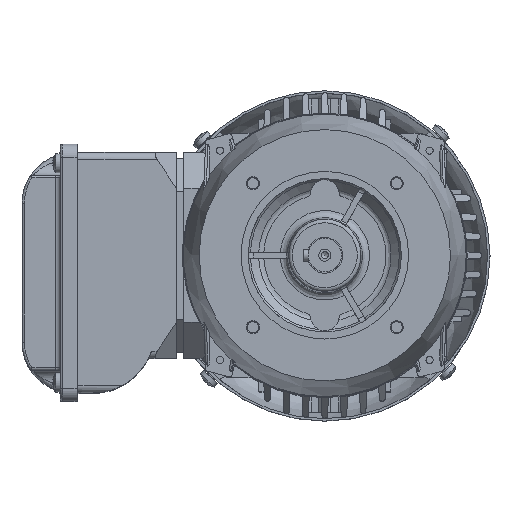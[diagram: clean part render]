
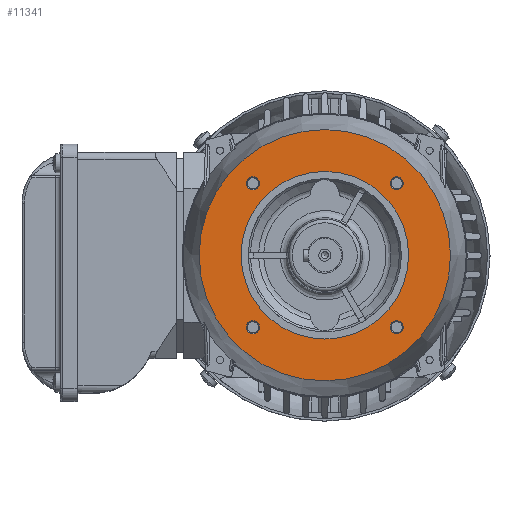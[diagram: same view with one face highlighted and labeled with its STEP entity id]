
A CAD part, top view. The second image highlights one B-rep face of the part: STEP entity #11341.
In plain terms, the highlighted planar face has unit normal (0, 0, 1).
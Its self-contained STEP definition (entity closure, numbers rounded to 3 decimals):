
#5520=FACE_BOUND('',#17952,.T.);
#5521=FACE_BOUND('',#17953,.T.);
#5522=FACE_BOUND('',#17954,.T.);
#5523=FACE_BOUND('',#17955,.T.);
#5524=FACE_BOUND('',#17956,.T.);
#5525=FACE_BOUND('',#17957,.T.);
#6926=CIRCLE('',#54013,35.);
#6929=CIRCLE('',#54019,2.723);
#6932=CIRCLE('',#54025,2.723);
#6935=CIRCLE('',#54031,2.723);
#6938=CIRCLE('',#54037,2.723);
#6939=CIRCLE('',#54039,52.493);
#11341=ADVANCED_FACE('',(#5520,#5521,#5522,#5523,#5524,#5525),#12838,.F.);
#12838=PLANE('',#54040);
#17952=EDGE_LOOP('',(#30331));
#17953=EDGE_LOOP('',(#30332));
#17954=EDGE_LOOP('',(#30333));
#17955=EDGE_LOOP('',(#30334));
#17956=EDGE_LOOP('',(#30335));
#17957=EDGE_LOOP('',(#30336));
#30331=ORIENTED_EDGE('',*,*,#43007,.F.);
#30332=ORIENTED_EDGE('',*,*,#43010,.T.);
#30333=ORIENTED_EDGE('',*,*,#43013,.F.);
#30334=ORIENTED_EDGE('',*,*,#43016,.F.);
#30335=ORIENTED_EDGE('',*,*,#43019,.T.);
#30336=ORIENTED_EDGE('',*,*,#43020,.F.);
#36367=VERTEX_POINT('',#98552);
#36370=VERTEX_POINT('',#98561);
#36373=VERTEX_POINT('',#98570);
#36376=VERTEX_POINT('',#98579);
#36379=VERTEX_POINT('',#98588);
#36380=VERTEX_POINT('',#98591);
#43007=EDGE_CURVE('',#36367,#36367,#6926,.T.);
#43010=EDGE_CURVE('',#36370,#36370,#6929,.T.);
#43013=EDGE_CURVE('',#36373,#36373,#6932,.T.);
#43016=EDGE_CURVE('',#36376,#36376,#6935,.T.);
#43019=EDGE_CURVE('',#36379,#36379,#6938,.T.);
#43020=EDGE_CURVE('',#36380,#36380,#6939,.T.);
#54013=AXIS2_PLACEMENT_3D('',#98551,#64193,#64194);
#54019=AXIS2_PLACEMENT_3D('',#98560,#64205,#64206);
#54025=AXIS2_PLACEMENT_3D('',#98569,#64217,#64218);
#54031=AXIS2_PLACEMENT_3D('',#98578,#64229,#64230);
#54037=AXIS2_PLACEMENT_3D('',#98587,#64241,#64242);
#54039=AXIS2_PLACEMENT_3D('',#98590,#64245,#64246);
#54040=AXIS2_PLACEMENT_3D('',#98592,#64247,#64248);
#64193=DIRECTION('',(0.,0.,1.));
#64194=DIRECTION('',(-1.,0.,0.));
#64205=DIRECTION('',(0.,0.,-1.));
#64206=DIRECTION('',(0.,1.,0.));
#64217=DIRECTION('',(0.,0.,1.));
#64218=DIRECTION('',(0.,-1.,0.));
#64229=DIRECTION('',(0.,0.,1.));
#64230=DIRECTION('',(0.,1.,0.));
#64241=DIRECTION('',(0.,0.,-1.));
#64242=DIRECTION('',(0.,-1.,0.));
#64245=DIRECTION('',(0.,0.,-1.));
#64246=DIRECTION('',(0.,-1.,0.));
#64247=DIRECTION('',(0.,0.,-1.));
#64248=DIRECTION('',(0.,1.,0.));
#98551=CARTESIAN_POINT('',(0.,0.,2.));
#98552=CARTESIAN_POINT('',(-35.,0.,2.));
#98560=CARTESIAN_POINT('',(30.05,30.05,2.));
#98561=CARTESIAN_POINT('',(30.05,32.773,2.));
#98569=CARTESIAN_POINT('',(30.05,-30.05,2.));
#98570=CARTESIAN_POINT('',(30.05,-32.773,2.));
#98578=CARTESIAN_POINT('',(-30.05,30.05,2.));
#98579=CARTESIAN_POINT('',(-30.05,32.773,2.));
#98587=CARTESIAN_POINT('',(-30.05,-30.05,2.));
#98588=CARTESIAN_POINT('',(-30.05,-32.773,2.));
#98590=CARTESIAN_POINT('',(0.,0.,
2.));
#98591=CARTESIAN_POINT('',(0.,-52.493,2.));
#98592=CARTESIAN_POINT('',(-66.021,-66.705,2.));
